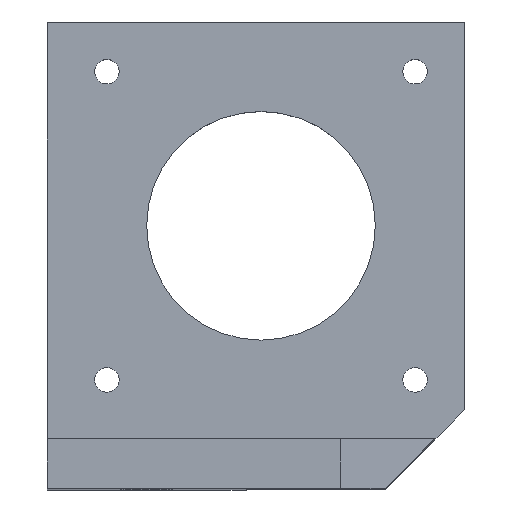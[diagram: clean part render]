
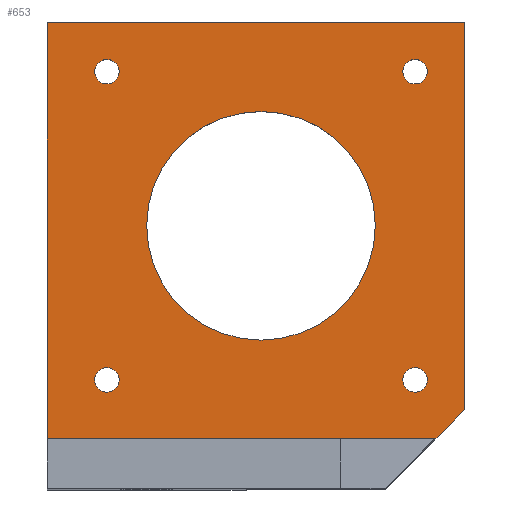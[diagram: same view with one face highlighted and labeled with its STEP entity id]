
A CAD part, top view. The second image highlights one B-rep face of the part: STEP entity #653.
In plain terms, the highlighted planar face has unit normal (0, 0, 1).
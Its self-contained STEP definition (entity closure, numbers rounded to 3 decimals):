
#31=FACE_BOUND('',#109,.T.);
#32=FACE_BOUND('',#110,.T.);
#33=FACE_BOUND('',#111,.T.);
#34=FACE_BOUND('',#112,.T.);
#35=FACE_BOUND('',#113,.T.);
#45=CIRCLE('',#710,11.5);
#46=CIRCLE('',#711,1.23);
#47=CIRCLE('',#712,1.23);
#48=CIRCLE('',#713,1.23);
#49=CIRCLE('',#714,1.23);
#66=FACE_OUTER_BOUND('',#108,.T.);
#108=EDGE_LOOP('',(#531,#532,#533,#534,#535,#536,#537));
#109=EDGE_LOOP('',(#538));
#110=EDGE_LOOP('',(#539));
#111=EDGE_LOOP('',(#540));
#112=EDGE_LOOP('',(#541));
#113=EDGE_LOOP('',(#542));
#142=LINE('',#935,#218);
#148=LINE('',#948,#224);
#149=LINE('',#951,#225);
#176=LINE('',#1007,#252);
#179=LINE('',#1013,#255);
#184=LINE('',#1022,#260);
#189=LINE('',#1040,#265);
#218=VECTOR('',#755,10.);
#224=VECTOR('',#769,10.);
#225=VECTOR('',#772,10.);
#252=VECTOR('',#811,1.);
#255=VECTOR('',#816,10.);
#260=VECTOR('',#825,10.);
#265=VECTOR('',#844,10.);
#294=VERTEX_POINT('',#932);
#295=VERTEX_POINT('',#934);
#298=VERTEX_POINT('',#946);
#299=VERTEX_POINT('',#950);
#321=VERTEX_POINT('',#1004);
#322=VERTEX_POINT('',#1006);
#324=VERTEX_POINT('',#1012);
#333=VERTEX_POINT('',#1041);
#334=VERTEX_POINT('',#1043);
#335=VERTEX_POINT('',#1045);
#336=VERTEX_POINT('',#1047);
#337=VERTEX_POINT('',#1049);
#355=EDGE_CURVE('',#295,#294,#142,.T.);
#362=EDGE_CURVE('',#294,#298,#148,.T.);
#363=EDGE_CURVE('',#299,#295,#149,.T.);
#391=EDGE_CURVE('',#322,#321,#176,.T.);
#394=EDGE_CURVE('',#324,#299,#179,.T.);
#399=EDGE_CURVE('',#321,#324,#184,.T.);
#409=EDGE_CURVE('',#298,#322,#189,.T.);
#410=EDGE_CURVE('',#333,#333,#45,.T.);
#411=EDGE_CURVE('',#334,#334,#46,.T.);
#412=EDGE_CURVE('',#335,#335,#47,.T.);
#413=EDGE_CURVE('',#336,#336,#48,.T.);
#414=EDGE_CURVE('',#337,#337,#49,.T.);
#531=ORIENTED_EDGE('',*,*,#355,.T.);
#532=ORIENTED_EDGE('',*,*,#362,.T.);
#533=ORIENTED_EDGE('',*,*,#409,.T.);
#534=ORIENTED_EDGE('',*,*,#391,.T.);
#535=ORIENTED_EDGE('',*,*,#399,.T.);
#536=ORIENTED_EDGE('',*,*,#394,.T.);
#537=ORIENTED_EDGE('',*,*,#363,.T.);
#538=ORIENTED_EDGE('',*,*,#410,.T.);
#539=ORIENTED_EDGE('',*,*,#411,.T.);
#540=ORIENTED_EDGE('',*,*,#412,.T.);
#541=ORIENTED_EDGE('',*,*,#413,.T.);
#542=ORIENTED_EDGE('',*,*,#414,.T.);
#625=PLANE('',#709);
#653=ADVANCED_FACE('',(#66,#31,#32,#33,#34,#35),#625,.T.);
#709=AXIS2_PLACEMENT_3D('',#1039,#842,#843);
#710=AXIS2_PLACEMENT_3D('',#1042,#845,#846);
#711=AXIS2_PLACEMENT_3D('',#1044,#847,#848);
#712=AXIS2_PLACEMENT_3D('',#1046,#849,#850);
#713=AXIS2_PLACEMENT_3D('',#1048,#851,#852);
#714=AXIS2_PLACEMENT_3D('',#1050,#853,#854);
#755=DIRECTION('',(1.,0.,0.));
#769=DIRECTION('',(0.707,0.707,0.));
#772=DIRECTION('',(0.,-1.,0.));
#811=DIRECTION('',(-1.,0.,0.));
#816=DIRECTION('',(1.,0.,0.));
#825=DIRECTION('',(0.,-1.,0.));
#842=DIRECTION('center_axis',(0.,0.,
1.));
#843=DIRECTION('ref_axis',(0.,-1.,0.));
#844=DIRECTION('',(0.,1.,0.));
#845=DIRECTION('center_axis',(0.,0.,
-1.));
#846=DIRECTION('ref_axis',(-1.,0.,0.));
#847=DIRECTION('center_axis',(0.,0.,
-1.));
#848=DIRECTION('ref_axis',(1.,0.,0.));
#849=DIRECTION('center_axis',(0.,0.,
-1.));
#850=DIRECTION('ref_axis',(1.,0.,0.));
#851=DIRECTION('center_axis',(0.,0.,
-1.));
#852=DIRECTION('ref_axis',(1.,0.,0.));
#853=DIRECTION('center_axis',(0.,0.,
-1.));
#854=DIRECTION('ref_axis',(1.,0.,0.));
#932=CARTESIAN_POINT('',(-141.,-149.694,-25.45));
#934=CARTESIAN_POINT('',(-180.,-149.694,-25.45));
#935=CARTESIAN_POINT('',(-149.75,-149.694,-25.45));
#946=CARTESIAN_POINT('',(-138.,-146.694,-25.45));
#948=CARTESIAN_POINT('',(-140.5,-149.194,-25.45));
#950=CARTESIAN_POINT('',(-180.,-111.401,-25.45));
#951=CARTESIAN_POINT('',(-180.,-131.798,-25.45));
#1004=CARTESIAN_POINT('',(-180.,-107.694,-25.45));
#1006=CARTESIAN_POINT('',(-138.,-107.694,-25.45));
#1007=CARTESIAN_POINT('',(-141.529,-107.694,-25.45));
#1012=CARTESIAN_POINT('',(-180.,-111.401,-25.45));
#1013=CARTESIAN_POINT('',(-179.225,-111.401,-25.45));
#1022=CARTESIAN_POINT('',(-180.,-118.929,-25.45));
#1039=CARTESIAN_POINT('Origin',(-158.5,-128.194,-25.45));
#1040=CARTESIAN_POINT('',(-138.,-148.694,-25.45));
#1041=CARTESIAN_POINT('',(-147.,-128.194,-25.45));
#1042=CARTESIAN_POINT('Origin',(-158.5,-128.194,-25.45));
#1043=CARTESIAN_POINT('',(-175.23,-112.694,-25.45));
#1044=CARTESIAN_POINT('Origin',(-174.,-112.694,-25.45));
#1045=CARTESIAN_POINT('',(-175.23,-143.694,-25.45));
#1046=CARTESIAN_POINT('Origin',(-174.,-143.694,-25.45));
#1047=CARTESIAN_POINT('',(-144.23,-112.694,-25.45));
#1048=CARTESIAN_POINT('Origin',(-143.,-112.694,-25.45));
#1049=CARTESIAN_POINT('',(-144.23,-143.694,-25.45));
#1050=CARTESIAN_POINT('Origin',(-143.,-143.694,-25.45));
